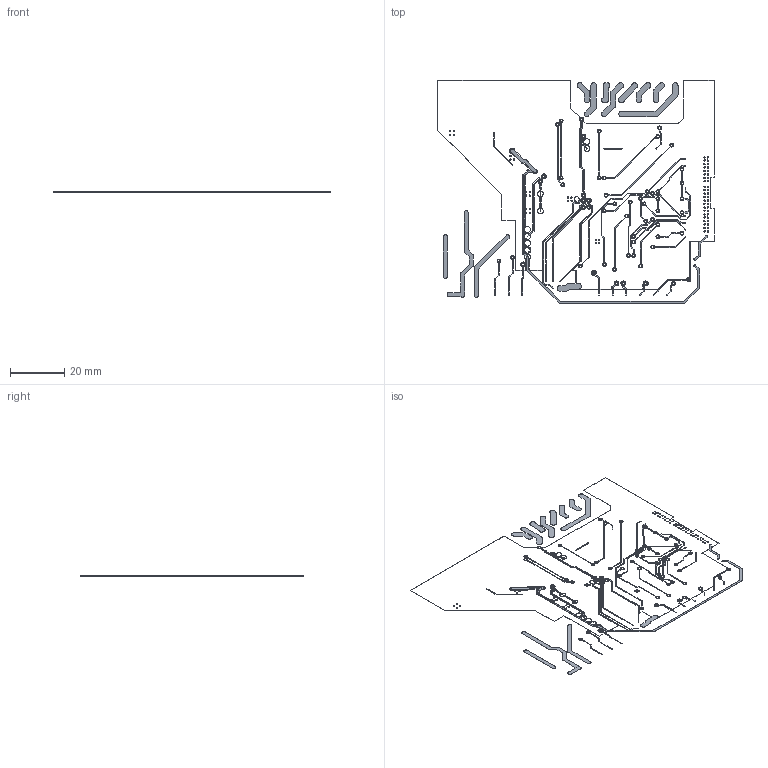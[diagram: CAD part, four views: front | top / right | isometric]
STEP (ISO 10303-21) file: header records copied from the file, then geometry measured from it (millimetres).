
FILE_DESCRIPTION(('None'),'2;1');
FILE_NAME('IC_SHELTER_CopperBottom.step', '', (' '), ('Mentor Graphics'), '', 'Expedition PCB', ' ');
FILE_SCHEMA(('CONFIG_CONTROL_DESIGN'));
Length unit declared in the file: millimetre
Products named in the file (1): IC_SHELTER_CopperBottom
Bounding box: 101.6 x 81.96 x 0.03 mm (x, y, z)
Volume: 26.3 mm3; surface area: 1677.9 mm2
Topology: 122 solids, 122 shells, 2190 faces, 5838 edges, 3892 vertices
Faces by surface type: plane 1099, cylinder 1091
Entity records: 63254 total; most frequent: DIRECTION 12402, ORIENTED_EDGE 11676, CARTESIAN_POINT 6075, EDGE_CURVE 5838, AXIS2_PLACEMENT_3D 4373, VERTEX_POINT 3892, LINE 3656, VECTOR 3656
